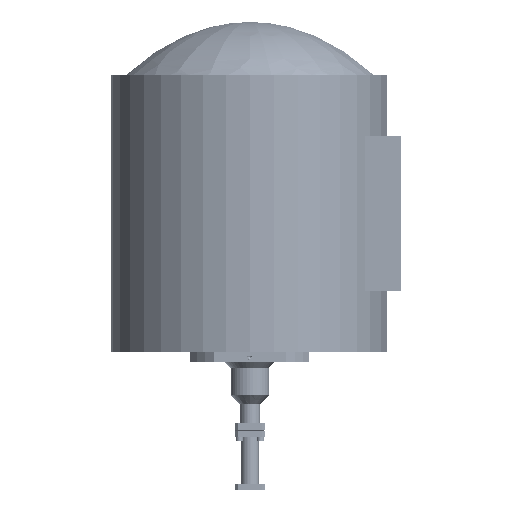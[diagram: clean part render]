
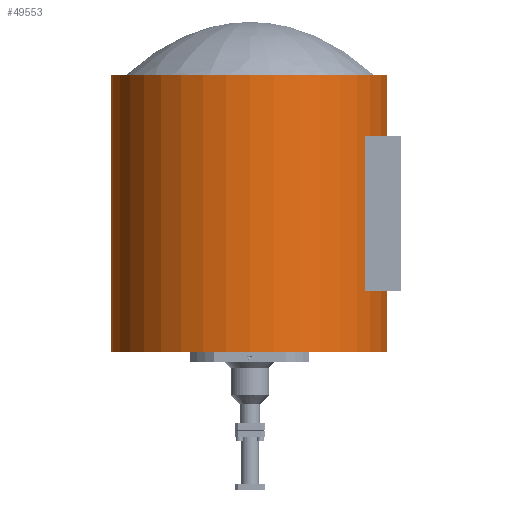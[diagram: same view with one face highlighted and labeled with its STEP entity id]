
A CAD part, left-side view. The second image highlights one B-rep face of the part: STEP entity #49553.
In plain terms, the highlighted cylindrical face has radius 88.9 mm (diameter 177.8 mm), a partial arc.
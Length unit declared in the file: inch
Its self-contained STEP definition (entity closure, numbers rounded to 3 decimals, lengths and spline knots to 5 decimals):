
#2303 = CARTESIAN_POINT ( 'NONE',  ( -0.58949, -3.45, 0. ) ) ;
#3192 = VERTEX_POINT ( 'NONE', #59147 ) ;
#5099 = EDGE_CURVE ( 'NONE', #3192, #39677, #50399, .T. ) ;
#5463 = CIRCLE ( 'NONE', #137975, 3.5 ) ;
#13823 = DIRECTION ( 'NONE',  ( 0., 0., -1. ) ) ;
#17127 = ORIENTED_EDGE ( 'NONE', *, *, #140502, .T. ) ;
#21112 = DIRECTION ( 'NONE',  ( 0., 0., -1. ) ) ;
#22828 = CARTESIAN_POINT ( 'NONE',  ( 0., 3.5, -7. ) ) ;
#27061 = DIRECTION ( 'NONE',  ( 0., 0., 1. ) ) ;
#31666 = AXIS2_PLACEMENT_3D ( 'NONE', #51887, #21112, #96788 ) ;
#36045 = DIRECTION ( 'NONE',  ( 0., -1., 0. ) ) ;
#38872 = CARTESIAN_POINT ( 'NONE',  ( 0., 0., -7. ) ) ;
#39677 = VERTEX_POINT ( 'NONE', #2303 ) ;
#41691 = LINE ( 'NONE', #22828, #102632 ) ;
#48153 = DIRECTION ( 'NONE',  ( 0., 0., 1. ) ) ;
#49132 = ORIENTED_EDGE ( 'NONE', *, *, #5099, .T. ) ;
#49553 = ADVANCED_FACE ( 'NONE', ( #51754 ), #133031, .T. ) ;
#50399 = LINE ( 'NONE', #123864, #107876 ) ;
#51754 = FACE_OUTER_BOUND ( 'NONE', #99908, .T. ) ;
#51887 = CARTESIAN_POINT ( 'NONE',  ( 0., 0., -7. ) ) ;
#56040 = VERTEX_POINT ( 'NONE', #109518 ) ;
#59079 = ORIENTED_EDGE ( 'NONE', *, *, #64440, .F. ) ;
#59147 = CARTESIAN_POINT ( 'NONE',  ( -0.58949, -3.45, -7. ) ) ;
#59292 = CARTESIAN_POINT ( 'NONE',  ( 0., 3.5, -7. ) ) ;
#64440 = EDGE_CURVE ( 'NONE', #3192, #140033, #110595, .T. ) ;
#86634 = ORIENTED_EDGE ( 'NONE', *, *, #113140, .F. ) ;
#87855 = AXIS2_PLACEMENT_3D ( 'NONE', #38872, #27061, #137334 ) ;
#96788 = DIRECTION ( 'NONE',  ( 0., -1., 0. ) ) ;
#99908 = EDGE_LOOP ( 'NONE', ( #86634, #59079, #49132, #17127 ) ) ;
#102632 = VECTOR ( 'NONE', #120823, 39.37008 ) ;
#107876 = VECTOR ( 'NONE', #48153, 39.37008 ) ;
#109518 = CARTESIAN_POINT ( 'NONE',  ( 0., 3.5, 0. ) ) ;
#109864 = CARTESIAN_POINT ( 'NONE',  ( 0., 0., 0. ) ) ;
#110595 = CIRCLE ( 'NONE', #31666, 3.5 ) ;
#113140 = EDGE_CURVE ( 'NONE', #140033, #56040, #41691, .T. ) ;
#120823 = DIRECTION ( 'NONE',  ( 0., 0., 1. ) ) ;
#123864 = CARTESIAN_POINT ( 'NONE',  ( -0.58949, -3.45, -7. ) ) ;
#133031 = CYLINDRICAL_SURFACE ( 'NONE', #87855, 3.5 ) ;
#137334 = DIRECTION ( 'NONE',  ( 0., 1., 0. ) ) ;
#137975 = AXIS2_PLACEMENT_3D ( 'NONE', #109864, #13823, #36045 ) ;
#140033 = VERTEX_POINT ( 'NONE', #59292 ) ;
#140502 = EDGE_CURVE ( 'NONE', #39677, #56040, #5463, .T. ) ;
